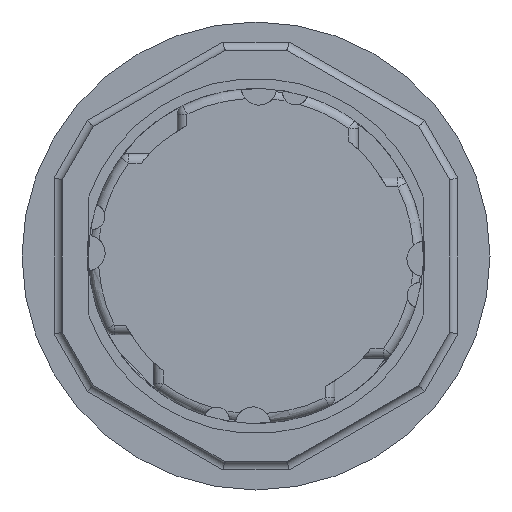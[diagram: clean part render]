
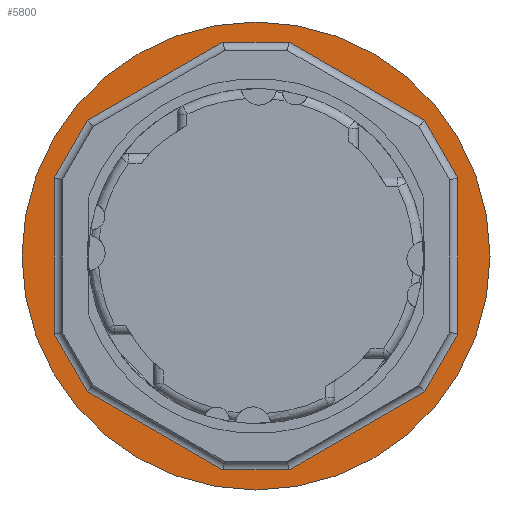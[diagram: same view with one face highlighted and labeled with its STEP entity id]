
A CAD part, front view. The second image highlights one B-rep face of the part: STEP entity #5800.
In plain terms, the highlighted planar face has unit normal (0, -1, 0).
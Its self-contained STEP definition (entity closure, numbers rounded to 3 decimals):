
#226=FACE_BOUND('',#751,.T.);
#433=FACE_OUTER_BOUND('',#750,.T.);
#750=EDGE_LOOP('',(#4191,#4192));
#751=EDGE_LOOP('',(#4193,#4194,#4195,#4196,#4197,#4198,#4199,#4200,#4201,
#4202,#4203,#4204));
#1149=CIRCLE('',#6282,14.5);
#1150=CIRCLE('',#6283,14.5);
#1471=LINE('',#9284,#1895);
#1473=LINE('',#9291,#1897);
#1475=LINE('',#9297,#1899);
#1477=LINE('',#9303,#1901);
#1479=LINE('',#9309,#1903);
#1481=LINE('',#9315,#1905);
#1483=LINE('',#9321,#1907);
#1485=LINE('',#9327,#1909);
#1487=LINE('',#9333,#1911);
#1489=LINE('',#9339,#1913);
#1491=LINE('',#9345,#1915);
#1493=LINE('',#9348,#1917);
#1895=VECTOR('',#7237,10.);
#1897=VECTOR('',#7245,10.);
#1899=VECTOR('',#7251,10.);
#1901=VECTOR('',#7257,10.);
#1903=VECTOR('',#7263,10.);
#1905=VECTOR('',#7269,10.);
#1907=VECTOR('',#7275,10.);
#1909=VECTOR('',#7281,10.);
#1911=VECTOR('',#7287,10.);
#1913=VECTOR('',#7293,10.);
#1915=VECTOR('',#7299,10.);
#1917=VECTOR('',#7303,10.);
#2429=VERTEX_POINT('',#9281);
#2430=VERTEX_POINT('',#9283);
#2432=VERTEX_POINT('',#9289);
#2434=VERTEX_POINT('',#9295);
#2436=VERTEX_POINT('',#9301);
#2438=VERTEX_POINT('',#9307);
#2440=VERTEX_POINT('',#9313);
#2442=VERTEX_POINT('',#9319);
#2444=VERTEX_POINT('',#9325);
#2446=VERTEX_POINT('',#9331);
#2448=VERTEX_POINT('',#9337);
#2450=VERTEX_POINT('',#9343);
#2451=VERTEX_POINT('',#9363);
#2452=VERTEX_POINT('',#9364);
#3097=EDGE_CURVE('',#2429,#2430,#1471,.T.);
#3101=EDGE_CURVE('',#2432,#2429,#1473,.T.);
#3104=EDGE_CURVE('',#2434,#2432,#1475,.T.);
#3107=EDGE_CURVE('',#2436,#2434,#1477,.T.);
#3110=EDGE_CURVE('',#2438,#2436,#1479,.T.);
#3113=EDGE_CURVE('',#2440,#2438,#1481,.T.);
#3116=EDGE_CURVE('',#2442,#2440,#1483,.T.);
#3119=EDGE_CURVE('',#2444,#2442,#1485,.T.);
#3122=EDGE_CURVE('',#2446,#2444,#1487,.T.);
#3125=EDGE_CURVE('',#2448,#2446,#1489,.T.);
#3128=EDGE_CURVE('',#2450,#2448,#1491,.T.);
#3130=EDGE_CURVE('',#2430,#2450,#1493,.T.);
#3138=EDGE_CURVE('',#2451,#2452,#1149,.T.);
#3139=EDGE_CURVE('',#2452,#2451,#1150,.T.);
#4191=ORIENTED_EDGE('',*,*,#3138,.T.);
#4192=ORIENTED_EDGE('',*,*,#3139,.T.);
#4193=ORIENTED_EDGE('',*,*,#3097,.F.);
#4194=ORIENTED_EDGE('',*,*,#3101,.F.);
#4195=ORIENTED_EDGE('',*,*,#3104,.F.);
#4196=ORIENTED_EDGE('',*,*,#3107,.F.);
#4197=ORIENTED_EDGE('',*,*,#3110,.F.);
#4198=ORIENTED_EDGE('',*,*,#3113,.F.);
#4199=ORIENTED_EDGE('',*,*,#3116,.F.);
#4200=ORIENTED_EDGE('',*,*,#3119,.F.);
#4201=ORIENTED_EDGE('',*,*,#3122,.F.);
#4202=ORIENTED_EDGE('',*,*,#3125,.F.);
#4203=ORIENTED_EDGE('',*,*,#3128,.F.);
#4204=ORIENTED_EDGE('',*,*,#3130,.F.);
#5618=PLANE('',#6281);
#5800=ADVANCED_FACE('',(#433,#226),#5618,.T.);
#6281=AXIS2_PLACEMENT_3D('',#9362,#7323,#7324);
#6282=AXIS2_PLACEMENT_3D('',#9365,#7325,#7326);
#6283=AXIS2_PLACEMENT_3D('',#9366,#7327,#7328);
#7237=DIRECTION('',(0.,0.,1.));
#7245=DIRECTION('',(0.5,0.,0.866));
#7251=DIRECTION('',(0.866,0.,0.5));
#7257=DIRECTION('',(1.,0.,0.));
#7263=DIRECTION('',(0.866,0.,-0.5));
#7269=DIRECTION('',(0.5,0.,-0.866));
#7275=DIRECTION('',(0.,0.,-1.));
#7281=DIRECTION('',(-0.5,0.,-0.866));
#7287=DIRECTION('',(-0.866,0.,-0.5));
#7293=DIRECTION('',(-1.,0.,0.));
#7299=DIRECTION('',(-0.866,0.,0.5));
#7303=DIRECTION('',(-0.5,0.,0.866));
#7323=DIRECTION('center_axis',(0.,-1.,0.));
#7324=DIRECTION('ref_axis',(0.,0.,
-1.));
#7325=DIRECTION('center_axis',(0.,-1.,0.));
#7326=DIRECTION('ref_axis',(1.,0.,0.));
#7327=DIRECTION('center_axis',(0.,-1.,0.));
#7328=DIRECTION('ref_axis',(1.,0.,0.));
#9281=CARTESIAN_POINT('',(12.5,-7.,-4.849));
#9283=CARTESIAN_POINT('',(12.5,-7.,4.849));
#9284=CARTESIAN_POINT('',(12.5,-7.,2.358));
#9289=CARTESIAN_POINT('',(10.45,-7.,-8.401));
#9291=CARTESIAN_POINT('',(12.86,-7.,-4.226));
#9295=CARTESIAN_POINT('',(2.05,-7.,-13.25));
#9297=CARTESIAN_POINT('',(11.011,-7.,-8.077));
#9301=CARTESIAN_POINT('',(-2.05,-7.,-13.25));
#9303=CARTESIAN_POINT('',(4.583,-7.,-13.25));
#9307=CARTESIAN_POINT('',(-10.45,-7.,-8.401));
#9309=CARTESIAN_POINT('',(-1.489,-7.,-13.574));
#9313=CARTESIAN_POINT('',(-12.5,-7.,-4.849));
#9315=CARTESIAN_POINT('',(-10.089,-7.,-9.024));
#9319=CARTESIAN_POINT('',(-12.5,-7.,4.849));
#9321=CARTESIAN_POINT('',(-12.5,-7.,-2.358));
#9325=CARTESIAN_POINT('',(-10.45,-7.,8.401));
#9327=CARTESIAN_POINT('',(-11.048,-7.,7.365));
#9331=CARTESIAN_POINT('',(-2.05,-7.,13.25));
#9333=CARTESIAN_POINT('',(-5.573,-7.,11.216));
#9337=CARTESIAN_POINT('',(2.05,-7.,13.25));
#9339=CARTESIAN_POINT('',(2.667,-7.,13.25));
#9343=CARTESIAN_POINT('',(10.45,-7.,8.401));
#9345=CARTESIAN_POINT('',(6.927,-7.,10.434));
#9348=CARTESIAN_POINT('',(11.902,-7.,5.885));
#9362=CARTESIAN_POINT('Origin',(7.25,-7.,0.));
#9363=CARTESIAN_POINT('',(14.5,-7.,0.));
#9364=CARTESIAN_POINT('',(-14.5,-7.,0.));
#9365=CARTESIAN_POINT('Origin',(0.,-7.,0.));
#9366=CARTESIAN_POINT('Origin',(0.,-7.,0.));
